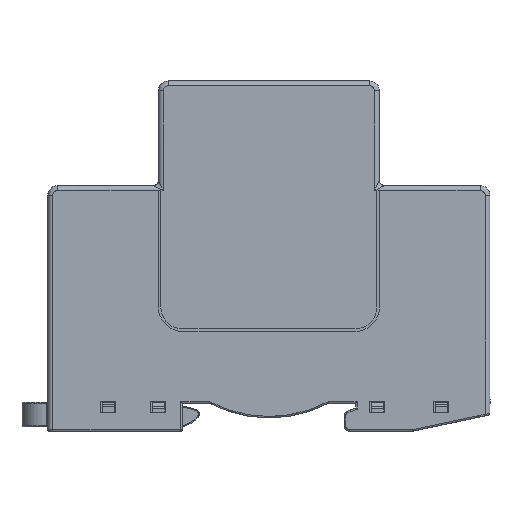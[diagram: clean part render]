
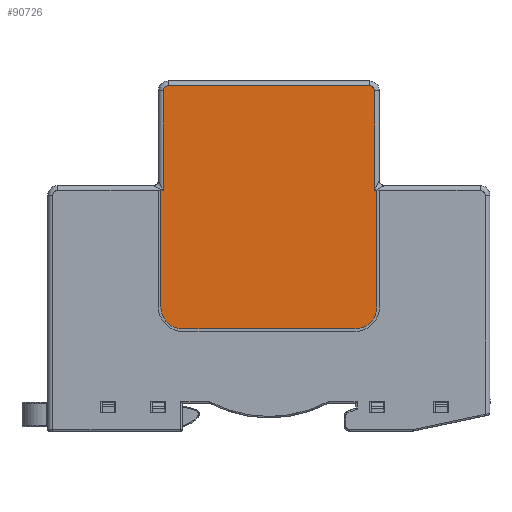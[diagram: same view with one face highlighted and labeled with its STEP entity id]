
A CAD part, front view. The second image highlights one B-rep face of the part: STEP entity #90726.
In plain terms, the highlighted planar face has unit normal (0, -1, 0).
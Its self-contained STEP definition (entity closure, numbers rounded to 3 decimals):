
#69004=DIRECTION('',(1.,0.,0.));
#69005=VECTOR('',#69004,0.5);
#69006=CARTESIAN_POINT('',(21.5,-179.3,49.));
#69007=LINE('',#69006,#69005);
#70943=DIRECTION('',(0.,0.,-1.));
#70944=VECTOR('',#70943,20.282);
#70945=CARTESIAN_POINT('',(21.5,-179.3,69.282));
#70946=LINE('',#70945,#70944);
#71176=DIRECTION('',(1.,0.,0.));
#71177=VECTOR('',#71176,41.);
#71178=CARTESIAN_POINT('',(-20.499,-179.3,
70.282));
#71179=LINE('',#71178,#71177);
#71190=CARTESIAN_POINT('',(-20.499,-179.3,
70.282));
#71191=CARTESIAN_POINT('',(-20.609,-179.3,
70.28));
#71192=CARTESIAN_POINT('',(-20.814,-179.3,
70.248));
#71193=CARTESIAN_POINT('',(-21.098,-179.3,
70.103));
#71194=CARTESIAN_POINT('',(-21.322,-179.3,
69.88));
#71195=CARTESIAN_POINT('',(-21.467,-179.3,
69.595));
#71196=CARTESIAN_POINT('',(-21.499,-179.3,69.39));
#71197=CARTESIAN_POINT('',(-21.5,-179.3,69.281));
#71199=CARTESIAN_POINT('',(21.5,-179.3,69.282));
#71200=CARTESIAN_POINT('',(21.499,-179.3,69.391));
#71201=CARTESIAN_POINT('',(21.467,-179.3,69.596));
#71202=CARTESIAN_POINT('',(21.322,-179.3,69.881));
#71203=CARTESIAN_POINT('',(21.098,-179.3,70.104));
#71204=CARTESIAN_POINT('',(20.814,-179.3,70.249));
#71205=CARTESIAN_POINT('',(20.608,-179.3,70.281));
#71206=CARTESIAN_POINT('',(20.501,-179.3,70.282));
#71208=CARTESIAN_POINT('',(17.5,-179.3,25.3));
#71209=DIRECTION('',(0.,-1.,0.));
#71210=DIRECTION('',(0.,0.,-1.));
#71211=AXIS2_PLACEMENT_3D('',#71208,#71209,#71210);
#71213=CARTESIAN_POINT('',(-17.5,-179.3,25.3));
#71214=DIRECTION('',(0.,-1.,0.));
#71215=DIRECTION('',(-1.,0.,0.));
#71216=AXIS2_PLACEMENT_3D('',#71213,#71214,#71215);
#71228=DIRECTION('',(0.,0.,1.));
#71229=VECTOR('',#71228,20.281);
#71230=CARTESIAN_POINT('',(-21.5,-179.3,49.));
#71231=LINE('',#71230,#71229);
#71267=DIRECTION('',(1.,0.,0.));
#71268=VECTOR('',#71267,0.5);
#71269=CARTESIAN_POINT('',(-22.,-179.3,49.));
#71270=LINE('',#71269,#71268);
#71355=DIRECTION('',(0.,0.,1.));
#71356=VECTOR('',#71355,23.7);
#71357=CARTESIAN_POINT('',(-22.,-179.3,25.3));
#71358=LINE('',#71357,#71356);
#71367=DIRECTION('',(-1.,0.,0.));
#71368=VECTOR('',#71367,35.);
#71369=CARTESIAN_POINT('',(17.5,-179.3,20.8));
#71370=LINE('',#71369,#71368);
#71379=DIRECTION('',(0.,0.,-1.));
#71380=VECTOR('',#71379,23.7);
#71381=CARTESIAN_POINT('',(22.,-179.3,49.));
#71382=LINE('',#71381,#71380);
#82848=VERTEX_POINT('',#71190);
#82849=VERTEX_POINT('',#71197);
#82850=CARTESIAN_POINT('',(-21.5,-179.3,49.));
#82851=VERTEX_POINT('',#82850);
#82852=CARTESIAN_POINT('',(-22.,-179.3,49.));
#82853=VERTEX_POINT('',#82852);
#82854=CARTESIAN_POINT('',(-22.,-179.3,25.3));
#82855=VERTEX_POINT('',#82854);
#82856=CARTESIAN_POINT('',(-17.5,-179.3,20.8));
#82857=VERTEX_POINT('',#82856);
#82858=CARTESIAN_POINT('',(17.5,-179.3,20.8));
#82859=VERTEX_POINT('',#82858);
#82860=CARTESIAN_POINT('',(22.,-179.3,25.3));
#82861=VERTEX_POINT('',#82860);
#82862=CARTESIAN_POINT('',(22.,-179.3,49.));
#82863=VERTEX_POINT('',#82862);
#82864=CARTESIAN_POINT('',(21.5,-179.3,49.));
#82865=VERTEX_POINT('',#82864);
#82866=CARTESIAN_POINT('',(21.5,-179.3,69.282));
#82867=VERTEX_POINT('',#82866);
#82868=VERTEX_POINT('',#71206);
#90699=CARTESIAN_POINT('',(0.,-179.3,35.292));
#90700=DIRECTION('',(0.,1.,0.));
#90701=DIRECTION('',(-1.,0.,0.));
#90702=AXIS2_PLACEMENT_3D('',#90699,#90700,#90701);
#90703=PLANE('',#90702);
#90705=ORIENTED_EDGE('',*,*,#90704,.F.);
#90706=ORIENTED_EDGE('',*,*,#90667,.T.);
#90707=ORIENTED_EDGE('',*,*,#90692,.F.);
#90708=ORIENTED_EDGE('',*,*,#90469,.T.);
#90709=ORIENTED_EDGE('',*,*,#86803,.T.);
#90711=ORIENTED_EDGE('',*,*,#90710,.T.);
#90713=ORIENTED_EDGE('',*,*,#90712,.F.);
#90715=ORIENTED_EDGE('',*,*,#90714,.T.);
#90717=ORIENTED_EDGE('',*,*,#90716,.F.);
#90719=ORIENTED_EDGE('',*,*,#90718,.T.);
#90721=ORIENTED_EDGE('',*,*,#90720,.T.);
#90723=ORIENTED_EDGE('',*,*,#90722,.T.);
#90724=EDGE_LOOP('',(#90705,#90706,#90707,#90708,#90709,#90711,#90713,#90715,
#90717,#90719,#90721,#90723));
#90725=FACE_OUTER_BOUND('',#90724,.F.);
#71198=B_SPLINE_CURVE_WITH_KNOTS('',3,(#71190,#71191,#71192,#71193,#71194,
#71195,#71196,#71197),.UNSPECIFIED.,.F.,.F.,(4,1,1,1,1,4),(0.,0.2,0.4,
0.6,0.8,1.),.UNSPECIFIED.);
#71207=B_SPLINE_CURVE_WITH_KNOTS('',3,(#71199,#71200,#71201,#71202,#71203,
#71204,#71205,#71206),.UNSPECIFIED.,.F.,.F.,(4,1,1,1,1,4),(0.,0.2,0.4,
0.6,0.8,1.),.UNSPECIFIED.);
#71212=CIRCLE('',#71211,4.5);
#71217=CIRCLE('',#71216,4.5);
#86803=EDGE_CURVE('',#82865,#82863,#69007,.T.);
#90469=EDGE_CURVE('',#82867,#82865,#70946,.T.);
#90667=EDGE_CURVE('',#82848,#82868,#71179,.T.);
#90692=EDGE_CURVE('',#82867,#82868,#71207,.T.);
#90704=EDGE_CURVE('',#82848,#82849,#71198,.T.);
#90710=EDGE_CURVE('',#82863,#82861,#71382,.T.);
#90712=EDGE_CURVE('',#82859,#82861,#71212,.T.);
#90714=EDGE_CURVE('',#82859,#82857,#71370,.T.);
#90716=EDGE_CURVE('',#82855,#82857,#71217,.T.);
#90718=EDGE_CURVE('',#82855,#82853,#71358,.T.);
#90720=EDGE_CURVE('',#82853,#82851,#71270,.T.);
#90722=EDGE_CURVE('',#82851,#82849,#71231,.T.);
#90726=ADVANCED_FACE('',(#90725),#90703,.F.);
